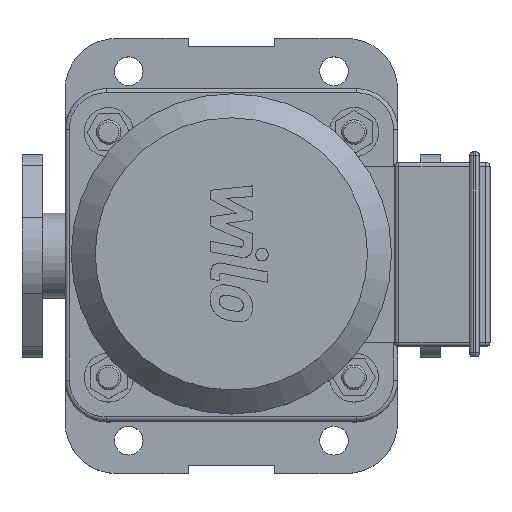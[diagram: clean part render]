
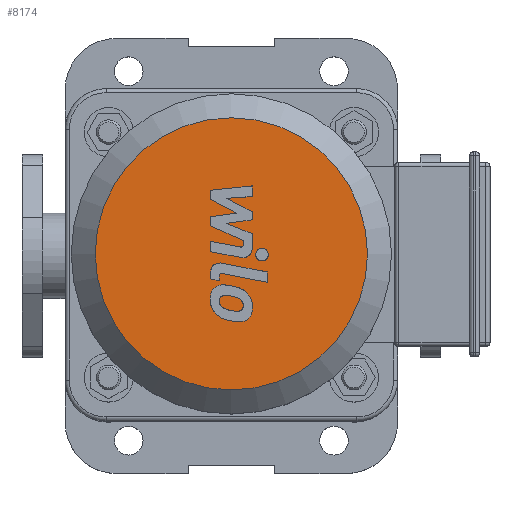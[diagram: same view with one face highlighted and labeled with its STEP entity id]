
A CAD part, top view. The second image highlights one B-rep face of the part: STEP entity #8174.
In plain terms, the highlighted planar face has unit normal (0, 0, 1).
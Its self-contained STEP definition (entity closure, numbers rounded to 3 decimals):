
#1594=PLANE('',#8914);
#2283=FACE_OUTER_BOUND('',#2836,.T.);
#2836=EDGE_LOOP('',(#7183));
#3395=CIRCLE('',#8911,66.3);
#4107=VERTEX_POINT('',#14526);
#5162=EDGE_CURVE('',#4107,#4107,#3395,.T.);
#7183=ORIENTED_EDGE('',*,*,#5162,.F.);
#8174=ADVANCED_FACE('',(#2283),#1594,.F.);
#8911=AXIS2_PLACEMENT_3D('',#14527,#10836,#10837);
#8914=AXIS2_PLACEMENT_3D('',#14531,#10842,#10843);
#10836=DIRECTION('center_axis',(0.,0.,-1.));
#10837=DIRECTION('ref_axis',(-1.,0.,0.));
#10842=DIRECTION('center_axis',(0.,0.,-1.));
#10843=DIRECTION('ref_axis',(-1.,0.,0.));
#14526=CARTESIAN_POINT('',(66.3,0.,601.));
#14527=CARTESIAN_POINT('Origin',(0.,0.,601.));
#14531=CARTESIAN_POINT('Origin',(0.,0.,601.));
